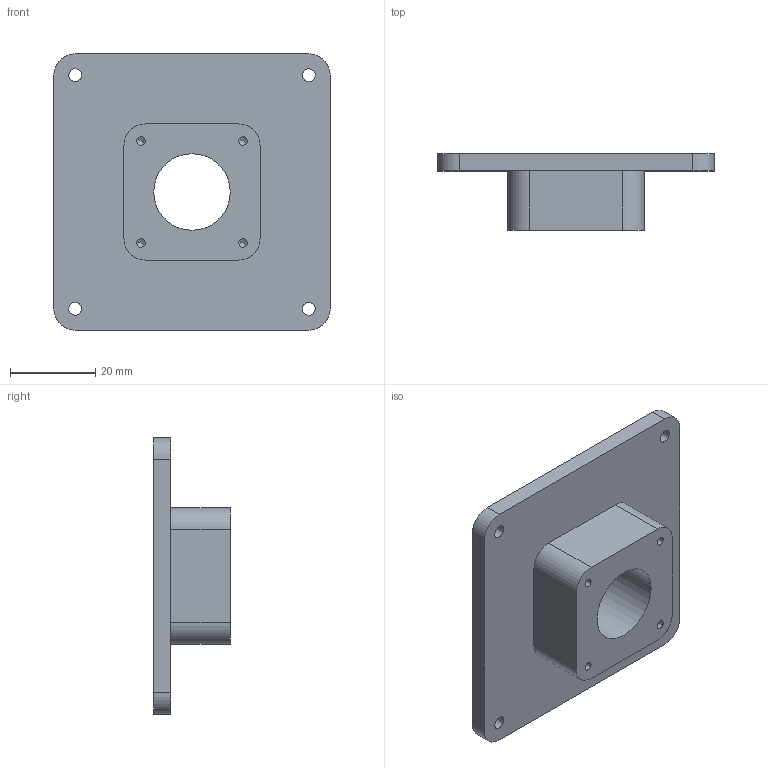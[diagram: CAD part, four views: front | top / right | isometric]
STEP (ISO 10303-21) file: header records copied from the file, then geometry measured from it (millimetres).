
FILE_DESCRIPTION(('CATIA V5 STEP Exchange'),'2;1');
FILE_NAME('adaptateur_cam.stp','2019-08-01T19:09:06+00:00',('none'),('none'),'CATIA Version 5 Release 21 GA (IN-10)','CATIA V5 STEP AP203','none');
FILE_SCHEMA(('CONFIG_CONTROL_DESIGN'));
Length unit declared in the file: millimetre
Products named in the file (1): adaptateur_cam
Bounding box: 65 x 18 x 65 mm (x, y, z)
Volume: 24972.5 mm3; surface area: 11941 mm2
Topology: 1 solids, 1 shells, 48 faces, 124 edges, 76 vertices
Faces by surface type: cylinder 28, plane 12, cone 8
Entity records: 1355 total; most frequent: ORIENTED_EDGE 232, CARTESIAN_POINT 226, DIRECTION 182, EDGE_CURVE 116, AXIS2_PLACEMENT_3D 90, VERTEX_POINT 76, EDGE_LOOP 64, VECTOR 60
